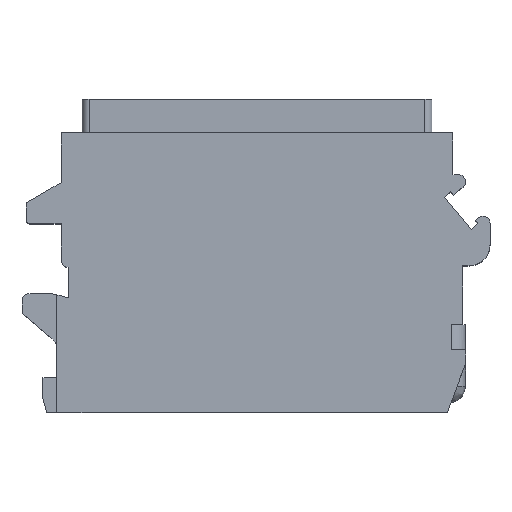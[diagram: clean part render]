
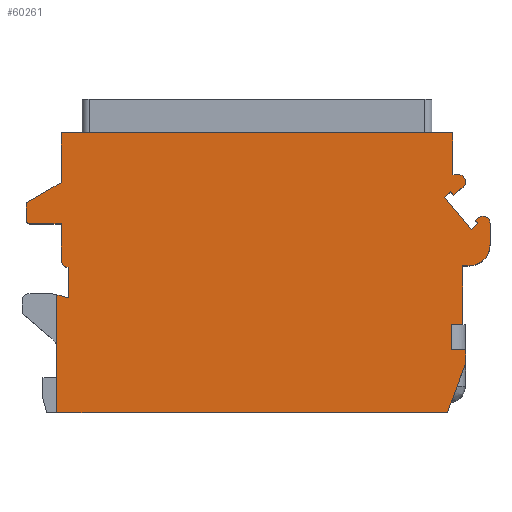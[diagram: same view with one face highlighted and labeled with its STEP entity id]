
A CAD part, top view. The second image highlights one B-rep face of the part: STEP entity #60261.
In plain terms, the highlighted planar face has unit normal (0, 0, 1).
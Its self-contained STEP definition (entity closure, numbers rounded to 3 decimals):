
#4129=CARTESIAN_POINT('',(15.15,12.,14.));
#4130=DIRECTION('',(0.,0.,1.));
#4131=DIRECTION('',(0.,-1.,0.));
#4132=AXIS2_PLACEMENT_3D('',#4129,#4130,#4131);
#4134=DIRECTION('',(-1.,0.,0.));
#4135=VECTOR('',#4134,0.45);
#4136=CARTESIAN_POINT('',(15.15,10.5,14.));
#4137=LINE('',#4136,#4135);
#4138=DIRECTION('',(0.,-1.,0.));
#4139=VECTOR('',#4138,4.2);
#4140=CARTESIAN_POINT('',(14.7,10.5,14.));
#4141=LINE('',#4140,#4139);
#4142=DIRECTION('',(-1.,0.,0.));
#4143=VECTOR('',#4142,0.8);
#4144=CARTESIAN_POINT('',(14.7,6.3,14.));
#4145=LINE('',#4144,#4143);
#4146=DIRECTION('',(0.,-1.,0.));
#4147=VECTOR('',#4146,1.8);
#4148=CARTESIAN_POINT('',(13.9,6.3,14.));
#4149=LINE('',#4148,#4147);
#4150=DIRECTION('',(1.,0.,0.));
#4151=VECTOR('',#4150,1.);
#4152=CARTESIAN_POINT('',(13.9,4.5,14.));
#4153=LINE('',#4152,#4151);
#4154=DIRECTION('',(0.,-1.,0.));
#4155=VECTOR('',#4154,1.);
#4156=CARTESIAN_POINT('',(14.9,4.5,14.));
#4157=LINE('',#4156,#4155);
#4158=DIRECTION('',(-0.348,-0.937,0.));
#4159=VECTOR('',#4158,3.734);
#4160=CARTESIAN_POINT('',(14.9,3.5,14.));
#4161=LINE('',#4160,#4159);
#4162=DIRECTION('',(1.,0.,0.));
#4163=VECTOR('',#4162,27.9);
#4164=CARTESIAN_POINT('',(-14.3,0.,14.));
#4165=LINE('',#4164,#4163);
#4166=DIRECTION('',(0.966,-0.259,0.));
#4167=VECTOR('',#4166,0.828);
#4168=CARTESIAN_POINT('',(-14.3,8.419,14.));
#4169=LINE('',#4168,#4167);
#4170=DIRECTION('',(0.,1.,0.));
#4171=VECTOR('',#4170,2.196);
#4172=CARTESIAN_POINT('',(-13.5,8.204,14.));
#4173=LINE('',#4172,#4171);
#4174=DIRECTION('',(0.,1.,0.));
#4175=VECTOR('',#4174,2.6);
#4176=CARTESIAN_POINT('',(-14.,10.9,14.));
#4177=LINE('',#4176,#4175);
#4178=DIRECTION('',(-1.,0.,0.));
#4179=VECTOR('',#4178,2.2);
#4180=CARTESIAN_POINT('',(-14.,13.5,14.));
#4181=LINE('',#4180,#4179);
#4182=DIRECTION('',(0.,1.,0.));
#4183=VECTOR('',#4182,1.2);
#4184=CARTESIAN_POINT('',(-16.5,13.8,14.));
#4185=LINE('',#4184,#4183);
#4186=DIRECTION('',(0.866,0.5,0.));
#4187=VECTOR('',#4186,2.887);
#4188=CARTESIAN_POINT('',(-16.5,15.,14.));
#4189=LINE('',#4188,#4187);
#4190=DIRECTION('',(0.,-1.,0.));
#4191=VECTOR('',#4190,3.557);
#4192=CARTESIAN_POINT('',(-14.,20.,14.));
#4193=LINE('',#4192,#4191);
#4194=DIRECTION('',(-1.,0.,0.));
#4195=VECTOR('',#4194,28.);
#4196=CARTESIAN_POINT('',(14.,20.,14.));
#4197=LINE('',#4196,#4195);
#4198=DIRECTION('',(0.,-1.,0.));
#4199=VECTOR('',#4198,3.);
#4200=CARTESIAN_POINT('',(14.,20.,14.));
#4201=LINE('',#4200,#4199);
#4202=DIRECTION('',(1.,0.,0.));
#4203=VECTOR('',#4202,0.4);
#4204=CARTESIAN_POINT('',(14.,17.,14.));
#4205=LINE('',#4204,#4203);
#4206=CARTESIAN_POINT('',(14.4,16.5,14.));
#4207=DIRECTION('',(0.,0.,1.));
#4208=DIRECTION('',(0.643,-0.766,0.));
#4209=AXIS2_PLACEMENT_3D('',#4206,#4207,#4208);
#4211=DIRECTION('',(-0.766,-0.643,0.));
#4212=VECTOR('',#4211,0.873);
#4213=CARTESIAN_POINT('',(14.721,16.117,14.));
#4214=LINE('',#4213,#4212);
#4215=DIRECTION('',(-0.643,0.766,0.));
#4216=VECTOR('',#4215,0.3);
#4217=CARTESIAN_POINT('',(14.052,15.556,14.));
#4218=LINE('',#4217,#4216);
#4219=DIRECTION('',(-0.766,-0.643,0.));
#4220=VECTOR('',#4219,0.6);
#4221=CARTESIAN_POINT('',(13.86,15.786,14.));
#4222=LINE('',#4221,#4220);
#4223=DIRECTION('',(0.643,-0.766,0.));
#4224=VECTOR('',#4223,3.);
#4225=CARTESIAN_POINT('',(13.4,15.4,14.));
#4226=LINE('',#4225,#4224);
#4227=DIRECTION('',(0.766,0.643,0.));
#4228=VECTOR('',#4227,0.6);
#4229=CARTESIAN_POINT('',(15.328,13.102,14.));
#4230=LINE('',#4229,#4228);
#4231=DIRECTION('',(-0.643,0.766,0.));
#4232=VECTOR('',#4231,0.3);
#4233=CARTESIAN_POINT('',(15.788,13.488,14.));
#4234=LINE('',#4233,#4232);
#4235=DIRECTION('',(0.766,0.643,0.));
#4236=VECTOR('',#4235,0.305);
#4237=CARTESIAN_POINT('',(15.595,13.717,14.));
#4238=LINE('',#4237,#4236);
#4239=DIRECTION('',(0.,1.,0.));
#4240=VECTOR('',#4239,1.53);
#4241=CARTESIAN_POINT('',(16.65,12.,14.));
#4242=LINE('',#4241,#4240);
#4514=DIRECTION('',(0.,-1.,0.));
#4515=VECTOR('',#4514,8.419);
#4516=CARTESIAN_POINT('',(-14.3,8.419,14.));
#4517=LINE('',#4516,#4515);
#4612=CARTESIAN_POINT('',(-13.5,10.9,14.));
#4613=DIRECTION('',(0.,0.,1.));
#4614=DIRECTION('',(-1.,0.,0.));
#4615=AXIS2_PLACEMENT_3D('',#4612,#4613,#4614);
#4634=CARTESIAN_POINT('',(-16.2,13.8,14.));
#4635=DIRECTION('',(0.,0.,1.));
#4636=DIRECTION('',(-1.,0.,0.));
#4637=AXIS2_PLACEMENT_3D('',#4634,#4635,#4636);
#4768=CARTESIAN_POINT('',(16.15,13.53,14.));
#4769=DIRECTION('',(0.,0.,1.));
#4770=DIRECTION('',(1.,0.,0.));
#4771=AXIS2_PLACEMENT_3D('',#4768,#4769,#4770);
#47116=CARTESIAN_POINT('',(-16.5,15.,14.));
#47117=CARTESIAN_POINT('',(-14.,16.443,14.));
#47118=VERTEX_POINT('',#47116);
#47119=VERTEX_POINT('',#47117);
#47120=CARTESIAN_POINT('',(-14.,20.,14.));
#47121=VERTEX_POINT('',#47120);
#47122=CARTESIAN_POINT('',(-13.5,8.204,14.));
#47124=VERTEX_POINT('',#47122);
#47126=CARTESIAN_POINT('',(-14.,13.5,14.));
#47128=VERTEX_POINT('',#47126);
#47131=CARTESIAN_POINT('',(-16.5,13.8,14.));
#47133=VERTEX_POINT('',#47131);
#47134=CARTESIAN_POINT('',(-16.2,13.5,14.));
#47135=VERTEX_POINT('',#47134);
#47139=CARTESIAN_POINT('',(-14.,10.9,14.));
#47141=VERTEX_POINT('',#47139);
#47142=CARTESIAN_POINT('',(-13.5,10.4,14.));
#47143=VERTEX_POINT('',#47142);
#47151=CARTESIAN_POINT('',(-14.3,0.,14.));
#47153=VERTEX_POINT('',#47151);
#47179=CARTESIAN_POINT('',(-14.3,8.419,14.));
#47181=VERTEX_POINT('',#47179);
#47226=CARTESIAN_POINT('',(14.,17.,14.));
#47227=CARTESIAN_POINT('',(14.4,17.,14.));
#47228=VERTEX_POINT('',#47226);
#47229=VERTEX_POINT('',#47227);
#47230=CARTESIAN_POINT('',(14.721,16.117,14.));
#47231=VERTEX_POINT('',#47230);
#47232=CARTESIAN_POINT('',(14.052,15.556,14.));
#47233=VERTEX_POINT('',#47232);
#47234=CARTESIAN_POINT('',(13.86,15.786,14.));
#47235=VERTEX_POINT('',#47234);
#47236=CARTESIAN_POINT('',(13.4,15.4,14.));
#47237=VERTEX_POINT('',#47236);
#47238=CARTESIAN_POINT('',(15.328,13.102,14.));
#47239=VERTEX_POINT('',#47238);
#47240=CARTESIAN_POINT('',(15.788,13.488,14.));
#47241=VERTEX_POINT('',#47240);
#47242=CARTESIAN_POINT('',(15.595,13.717,14.));
#47243=VERTEX_POINT('',#47242);
#47244=CARTESIAN_POINT('',(14.,20.,14.));
#47245=VERTEX_POINT('',#47244);
#47246=CARTESIAN_POINT('',(14.9,3.5,14.));
#47247=CARTESIAN_POINT('',(13.6,0.,14.));
#47248=VERTEX_POINT('',#47246);
#47249=VERTEX_POINT('',#47247);
#47250=CARTESIAN_POINT('',(14.7,10.5,14.));
#47252=VERTEX_POINT('',#47250);
#47255=CARTESIAN_POINT('',(16.65,13.53,14.));
#47257=VERTEX_POINT('',#47255);
#47258=CARTESIAN_POINT('',(15.829,13.913,14.));
#47259=VERTEX_POINT('',#47258);
#47273=CARTESIAN_POINT('',(14.7,6.3,14.));
#47274=CARTESIAN_POINT('',(13.9,6.3,14.));
#47275=VERTEX_POINT('',#47273);
#47276=VERTEX_POINT('',#47274);
#47277=CARTESIAN_POINT('',(13.9,4.5,14.));
#47278=VERTEX_POINT('',#47277);
#47279=CARTESIAN_POINT('',(14.9,4.5,14.));
#47280=VERTEX_POINT('',#47279);
#47295=CARTESIAN_POINT('',(16.65,12.,14.));
#47297=VERTEX_POINT('',#47295);
#47301=CARTESIAN_POINT('',(15.15,10.5,14.));
#47302=VERTEX_POINT('',#47301);
#60194=CARTESIAN_POINT('',(0.,0.,14.));
#60195=DIRECTION('',(0.,0.,1.));
#60196=DIRECTION('',(1.,0.,0.));
#60197=AXIS2_PLACEMENT_3D('',#60194,#60195,#60196);
#60198=PLANE('',#60197);
#60199=ORIENTED_EDGE('',*,*,#60175,.F.);
#60201=ORIENTED_EDGE('',*,*,#60200,.T.);
#60203=ORIENTED_EDGE('',*,*,#60202,.T.);
#60205=ORIENTED_EDGE('',*,*,#60204,.T.);
#60207=ORIENTED_EDGE('',*,*,#60206,.T.);
#60209=ORIENTED_EDGE('',*,*,#60208,.T.);
#60211=ORIENTED_EDGE('',*,*,#60210,.T.);
#60213=ORIENTED_EDGE('',*,*,#60212,.T.);
#60215=ORIENTED_EDGE('',*,*,#60214,.F.);
#60217=ORIENTED_EDGE('',*,*,#60216,.F.);
#60219=ORIENTED_EDGE('',*,*,#60218,.T.);
#60221=ORIENTED_EDGE('',*,*,#60220,.T.);
#60223=ORIENTED_EDGE('',*,*,#60222,.F.);
#60225=ORIENTED_EDGE('',*,*,#60224,.T.);
#60227=ORIENTED_EDGE('',*,*,#60226,.T.);
#60229=ORIENTED_EDGE('',*,*,#60228,.F.);
#60231=ORIENTED_EDGE('',*,*,#60230,.T.);
#60233=ORIENTED_EDGE('',*,*,#60232,.T.);
#60235=ORIENTED_EDGE('',*,*,#60234,.F.);
#60236=ORIENTED_EDGE('',*,*,#60054,.F.);
#60237=ORIENTED_EDGE('',*,*,#60089,.T.);
#60239=ORIENTED_EDGE('',*,*,#60238,.T.);
#60241=ORIENTED_EDGE('',*,*,#60240,.F.);
#60243=ORIENTED_EDGE('',*,*,#60242,.T.);
#60245=ORIENTED_EDGE('',*,*,#60244,.T.);
#60247=ORIENTED_EDGE('',*,*,#60246,.T.);
#60249=ORIENTED_EDGE('',*,*,#60248,.T.);
#60251=ORIENTED_EDGE('',*,*,#60250,.T.);
#60253=ORIENTED_EDGE('',*,*,#60252,.T.);
#60255=ORIENTED_EDGE('',*,*,#60254,.T.);
#60257=ORIENTED_EDGE('',*,*,#60256,.F.);
#60258=ORIENTED_EDGE('',*,*,#60186,.F.);
#60259=EDGE_LOOP('',(#60199,#60201,#60203,#60205,#60207,#60209,#60211,#60213,
#60215,#60217,#60219,#60221,#60223,#60225,#60227,#60229,#60231,#60233,#60235,
#60236,#60237,#60239,#60241,#60243,#60245,#60247,#60249,#60251,#60253,#60255,
#60257,#60258));
#60260=FACE_OUTER_BOUND('',#60259,.F.);
#60261=ADVANCED_FACE('',(#60260),#60198,.T.);
#4133=CIRCLE('',#4132,1.5);
#4210=CIRCLE('',#4209,0.5);
#4616=CIRCLE('',#4615,0.5);
#4638=CIRCLE('',#4637,0.3);
#4772=CIRCLE('',#4771,0.5);
#60054=EDGE_CURVE('',#47245,#47121,#4197,.T.);
#60089=EDGE_CURVE('',#47245,#47228,#4201,.T.);
#60175=EDGE_CURVE('',#47302,#47297,#4133,.T.);
#60186=EDGE_CURVE('',#47297,#47257,#4242,.T.);
#60200=EDGE_CURVE('',#47302,#47252,#4137,.T.);
#60202=EDGE_CURVE('',#47252,#47275,#4141,.T.);
#60204=EDGE_CURVE('',#47275,#47276,#4145,.T.);
#60206=EDGE_CURVE('',#47276,#47278,#4149,.T.);
#60208=EDGE_CURVE('',#47278,#47280,#4153,.T.);
#60210=EDGE_CURVE('',#47280,#47248,#4157,.T.);
#60212=EDGE_CURVE('',#47248,#47249,#4161,.T.);
#60214=EDGE_CURVE('',#47153,#47249,#4165,.T.);
#60216=EDGE_CURVE('',#47181,#47153,#4517,.T.);
#60218=EDGE_CURVE('',#47181,#47124,#4169,.T.);
#60220=EDGE_CURVE('',#47124,#47143,#4173,.T.);
#60222=EDGE_CURVE('',#47141,#47143,#4616,.T.);
#60224=EDGE_CURVE('',#47141,#47128,#4177,.T.);
#60226=EDGE_CURVE('',#47128,#47135,#4181,.T.);
#60228=EDGE_CURVE('',#47133,#47135,#4638,.T.);
#60230=EDGE_CURVE('',#47133,#47118,#4185,.T.);
#60232=EDGE_CURVE('',#47118,#47119,#4189,.T.);
#60234=EDGE_CURVE('',#47121,#47119,#4193,.T.);
#60238=EDGE_CURVE('',#47228,#47229,#4205,.T.);
#60240=EDGE_CURVE('',#47231,#47229,#4210,.T.);
#60242=EDGE_CURVE('',#47231,#47233,#4214,.T.);
#60244=EDGE_CURVE('',#47233,#47235,#4218,.T.);
#60246=EDGE_CURVE('',#47235,#47237,#4222,.T.);
#60248=EDGE_CURVE('',#47237,#47239,#4226,.T.);
#60250=EDGE_CURVE('',#47239,#47241,#4230,.T.);
#60252=EDGE_CURVE('',#47241,#47243,#4234,.T.);
#60254=EDGE_CURVE('',#47243,#47259,#4238,.T.);
#60256=EDGE_CURVE('',#47257,#47259,#4772,.T.);
